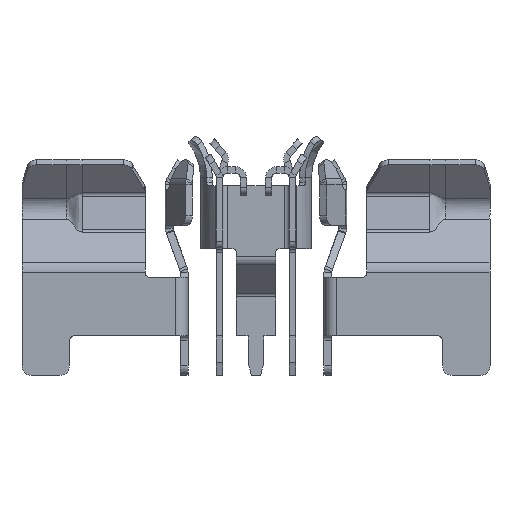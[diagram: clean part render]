
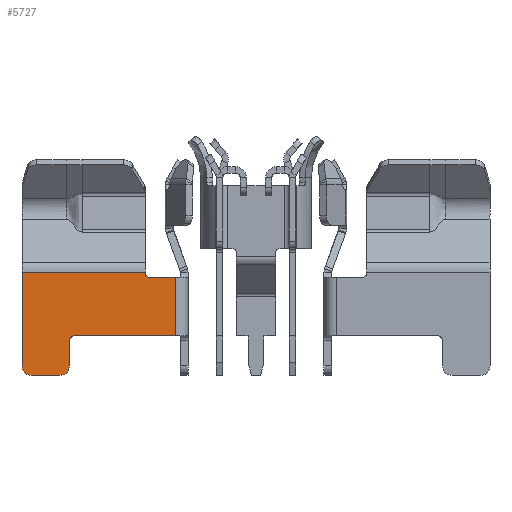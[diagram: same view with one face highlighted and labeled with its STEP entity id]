
A CAD part, front view. The second image highlights one B-rep face of the part: STEP entity #5727.
In plain terms, the highlighted face is planar.
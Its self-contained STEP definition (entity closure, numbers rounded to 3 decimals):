
#65 = LINE ( 'NONE', #4271, #3704 ) ;
#571 = DIRECTION ( 'NONE',  ( -1., 0., 0. ) ) ;
#589 = VERTEX_POINT ( 'NONE', #3958 ) ;
#705 = VECTOR ( 'NONE', #16119, 1000. ) ;
#965 = CIRCLE ( 'NONE', #2206, 0.3 ) ;
#1106 = DIRECTION ( 'NONE',  ( 1., 0., 0. ) ) ;
#1345 = AXIS2_PLACEMENT_3D ( 'NONE', #5624, #11567, #10110 ) ;
#1550 = VERTEX_POINT ( 'NONE', #17049 ) ;
#1597 = EDGE_CURVE ( 'NONE', #6219, #8970, #17204, .T. ) ;
#2061 = CIRCLE ( 'NONE', #17472, 0.3 ) ;
#2206 = AXIS2_PLACEMENT_3D ( 'NONE', #18555, #1106, #6793 ) ;
#2505 = CARTESIAN_POINT ( 'NONE',  ( 4.5, -10.5, 4. ) ) ;
#2509 = CARTESIAN_POINT ( 'NONE',  ( 4.5, -0.8, 4. ) ) ;
#2975 = AXIS2_PLACEMENT_3D ( 'NONE', #5108, #571, #15192 ) ;
#3040 = VERTEX_POINT ( 'NONE', #3300 ) ;
#3124 = VERTEX_POINT ( 'NONE', #3663 ) ;
#3166 = ORIENTED_EDGE ( 'NONE', *, *, #5325, .F. ) ;
#3174 = LINE ( 'NONE', #12228, #5457 ) ;
#3300 = CARTESIAN_POINT ( 'NONE',  ( 4.5, -7.2, 0. ) ) ;
#3374 = EDGE_CURVE ( 'NONE', #1550, #3124, #4229, .T. ) ;
#3663 = CARTESIAN_POINT ( 'NONE',  ( 4.5, -8.1, -2.5 ) ) ;
#3704 = VECTOR ( 'NONE', #14419, 1000. ) ;
#3958 = CARTESIAN_POINT ( 'NONE',  ( 4.5, -0.8, 3.7 ) ) ;
#4229 = CIRCLE ( 'NONE', #1345, 0.6 ) ;
#4271 = CARTESIAN_POINT ( 'NONE',  ( 4.5, -10.5, 4. ) ) ;
#5108 = CARTESIAN_POINT ( 'NONE',  ( 4.5, -9.9, -1.9 ) ) ;
#5325 = EDGE_CURVE ( 'NONE', #10353, #16133, #5753, .T. ) ;
#5388 = ORIENTED_EDGE ( 'NONE', *, *, #13267, .F. ) ;
#5457 = VECTOR ( 'NONE', #7855, 1000. ) ;
#5503 = CARTESIAN_POINT ( 'NONE',  ( 4.5, 0., 4. ) ) ;
#5624 = CARTESIAN_POINT ( 'NONE',  ( 4.5, -8.1, -1.9 ) ) ;
#5684 = PLANE ( 'NONE',  #10623 ) ;
#5727 = ADVANCED_FACE ( 'NONE', ( #17785 ), #5684, .F. ) ;
#5753 = LINE ( 'NONE', #13374, #705 ) ;
#5850 = EDGE_CURVE ( 'NONE', #3040, #7776, #2061, .T. ) ;
#5914 = VECTOR ( 'NONE', #14209, 1000. ) ;
#6219 = VERTEX_POINT ( 'NONE', #17492 ) ;
#6455 = ORIENTED_EDGE ( 'NONE', *, *, #16748, .T. ) ;
#6717 = VERTEX_POINT ( 'NONE', #16769 ) ;
#6793 = DIRECTION ( 'NONE',  ( 0., 0., -1. ) ) ;
#6965 = EDGE_LOOP ( 'NONE', ( #12449, #9617, #7562, #8035, #15826, #5388, #10993, #8100, #3166, #6455, #7853 ) ) ;
#7065 = EDGE_CURVE ( 'NONE', #3124, #6219, #3174, .T. ) ;
#7109 = DIRECTION ( 'NONE',  ( 0., -1., 0. ) ) ;
#7136 = DIRECTION ( 'NONE',  ( 0., 0., -1. ) ) ;
#7562 = ORIENTED_EDGE ( 'NONE', *, *, #14980, .F. ) ;
#7776 = VERTEX_POINT ( 'NONE', #17976 ) ;
#7824 = DIRECTION ( 'NONE',  ( 0., 0., -1. ) ) ;
#7853 = ORIENTED_EDGE ( 'NONE', *, *, #1597, .F. ) ;
#7855 = DIRECTION ( 'NONE',  ( 0., -1., 0. ) ) ;
#8035 = ORIENTED_EDGE ( 'NONE', *, *, #5850, .F. ) ;
#8100 = ORIENTED_EDGE ( 'NONE', *, *, #9820, .F. ) ;
#8740 = LINE ( 'NONE', #14034, #18484 ) ;
#8871 = CARTESIAN_POINT ( 'NONE',  ( 4.5, -0.8, 0. ) ) ;
#8970 = VERTEX_POINT ( 'NONE', #11334 ) ;
#9056 = LINE ( 'NONE', #10074, #17956 ) ;
#9253 = LINE ( 'NONE', #13734, #16315 ) ;
#9617 = ORIENTED_EDGE ( 'NONE', *, *, #3374, .F. ) ;
#9820 = EDGE_CURVE ( 'NONE', #16133, #6717, #965, .T. ) ;
#9988 = CARTESIAN_POINT ( 'NONE',  ( 4.5, -2.7, 4. ) ) ;
#10074 = CARTESIAN_POINT ( 'NONE',  ( 4.5, -0.8, 3.7 ) ) ;
#10110 = DIRECTION ( 'NONE',  ( 0., 0., -1. ) ) ;
#10353 = VERTEX_POINT ( 'NONE', #2505 ) ;
#10565 = VERTEX_POINT ( 'NONE', #8871 ) ;
#10623 = AXIS2_PLACEMENT_3D ( 'NONE', #5503, #15649, #7136 ) ;
#10673 = CARTESIAN_POINT ( 'NONE',  ( 4.5, -7.2, -0.3 ) ) ;
#10861 = DIRECTION ( 'NONE',  ( 0., 0., -1. ) ) ;
#10993 = ORIENTED_EDGE ( 'NONE', *, *, #14234, .T. ) ;
#11334 = CARTESIAN_POINT ( 'NONE',  ( 4.5, -10.5, -1.9 ) ) ;
#11567 = DIRECTION ( 'NONE',  ( -1., 0., 0. ) ) ;
#12228 = CARTESIAN_POINT ( 'NONE',  ( 4.5, -7.5, -2.5 ) ) ;
#12319 = DIRECTION ( 'NONE',  ( 1., 0., 0. ) ) ;
#12449 = ORIENTED_EDGE ( 'NONE', *, *, #7065, .F. ) ;
#12504 = DIRECTION ( 'NONE',  ( 0., -1., 0. ) ) ;
#13267 = EDGE_CURVE ( 'NONE', #589, #10565, #18405, .T. ) ;
#13374 = CARTESIAN_POINT ( 'NONE',  ( 4.5, -10.5, 4. ) ) ;
#13734 = CARTESIAN_POINT ( 'NONE',  ( 4.5, -7.5, -2.5 ) ) ;
#14034 = CARTESIAN_POINT ( 'NONE',  ( 4.5, 0., 0. ) ) ;
#14209 = DIRECTION ( 'NONE',  ( 0., 0., -1. ) ) ;
#14234 = EDGE_CURVE ( 'NONE', #589, #6717, #9056, .T. ) ;
#14419 = DIRECTION ( 'NONE',  ( 0., 0., -1. ) ) ;
#14980 = EDGE_CURVE ( 'NONE', #7776, #1550, #9253, .T. ) ;
#15192 = DIRECTION ( 'NONE',  ( 0., 0., -1. ) ) ;
#15649 = DIRECTION ( 'NONE',  ( -1., 0., 0. ) ) ;
#15826 = ORIENTED_EDGE ( 'NONE', *, *, #16607, .F. ) ;
#16119 = DIRECTION ( 'NONE',  ( 0., 1., 0. ) ) ;
#16133 = VERTEX_POINT ( 'NONE', #9988 ) ;
#16315 = VECTOR ( 'NONE', #10861, 1000. ) ;
#16607 = EDGE_CURVE ( 'NONE', #10565, #3040, #8740, .T. ) ;
#16748 = EDGE_CURVE ( 'NONE', #10353, #8970, #65, .T. ) ;
#16769 = CARTESIAN_POINT ( 'NONE',  ( 4.5, -2.4, 3.7 ) ) ;
#17049 = CARTESIAN_POINT ( 'NONE',  ( 4.5, -7.5, -1.9 ) ) ;
#17204 = CIRCLE ( 'NONE', #2975, 0.6 ) ;
#17472 = AXIS2_PLACEMENT_3D ( 'NONE', #10673, #12319, #7824 ) ;
#17492 = CARTESIAN_POINT ( 'NONE',  ( 4.5, -9.9, -2.5 ) ) ;
#17785 = FACE_OUTER_BOUND ( 'NONE', #6965, .T. ) ;
#17956 = VECTOR ( 'NONE', #7109, 1000. ) ;
#17976 = CARTESIAN_POINT ( 'NONE',  ( 4.5, -7.5, -0.3 ) ) ;
#18405 = LINE ( 'NONE', #2509, #5914 ) ;
#18484 = VECTOR ( 'NONE', #12504, 1000. ) ;
#18555 = CARTESIAN_POINT ( 'NONE',  ( 4.5, -2.4, 4. ) ) ;
